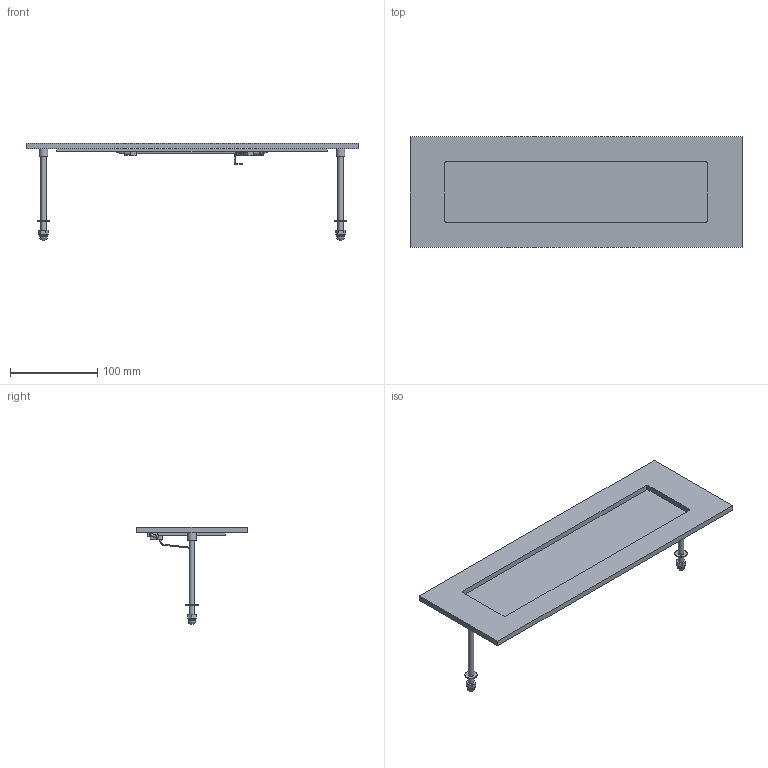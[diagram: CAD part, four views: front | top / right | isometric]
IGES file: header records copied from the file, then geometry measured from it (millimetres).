
Global section: file name: P7504; native system: Autodesk Inventor 2018; preprocessor: unknown; author: mblakey; date: 20180911.152248; units: millimetre
Bounding box: 380 x 127 x 111.45 mm (x, y, z)
Volume: 260707.2 mm3; surface area: 127949.7 mm2
Topology: 16 solids, 16 shells, 175 faces, 419 edges, 282 vertices
Faces by surface type: bspline 175
